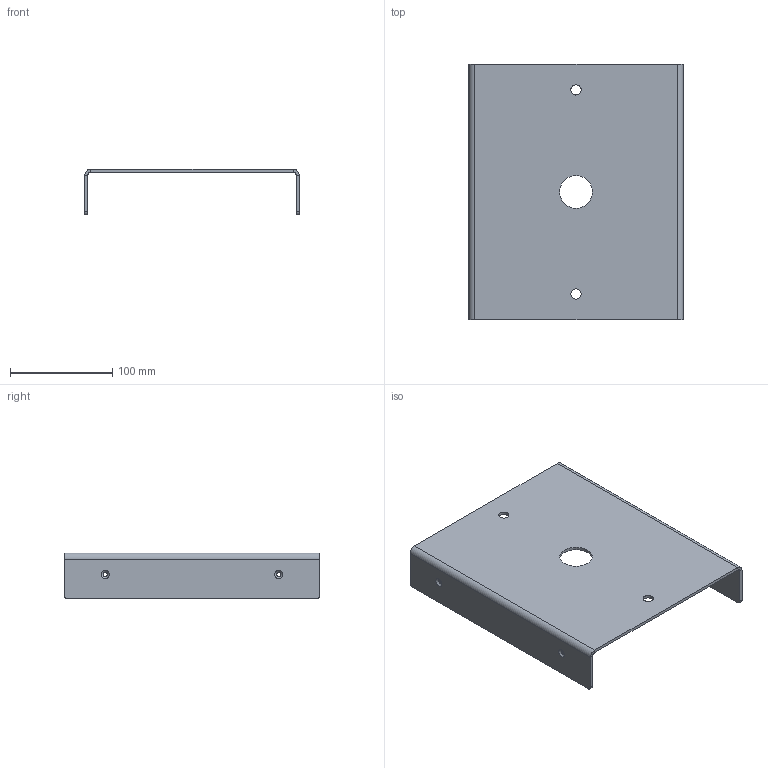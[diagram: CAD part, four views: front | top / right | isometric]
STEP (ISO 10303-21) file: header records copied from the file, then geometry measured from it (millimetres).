
FILE_DESCRIPTION(/* description */ (''),/* implementation_level */ '2;1');
FILE_NAME(/* name */ '5.5 Metal bending.step',/* time_stamp */ '2024-08-16T10:13:01+02:00',/* author */ (''),/* organization */ (''),/* preprocessor_version */ 'ST-DEVELOPER v20',/* originating_system */ 'Autodesk Translation Framework v13.14.0.145',/* authorisation */ '');
FILE_SCHEMA (('AUTOMOTIVE_DESIGN { 1 0 10303 214 3 1 1 }'));
Length unit declared in the file: millimetre
Products named in the file (1): Base plate sheet metal v3
Bounding box: 210 x 250 x 45 mm (x, y, z)
Volume: 214376.2 mm3; surface area: 146841.8 mm2
Topology: 1 solids, 1 shells, 37 faces, 85 edges, 50 vertices
Faces by surface type: plane 18, cylinder 15, cone 4
Full cylindrical faces by diameter (mm): 4.1 x4, 10.1 x2, 32.1 x1
Entity records: 1101 total; most frequent: DIRECTION 195, CARTESIAN_POINT 173, ORIENTED_EDGE 170, EDGE_CURVE 85, AXIS2_PLACEMENT_3D 72, EDGE_LOOP 51, LINE 51, VECTOR 51
